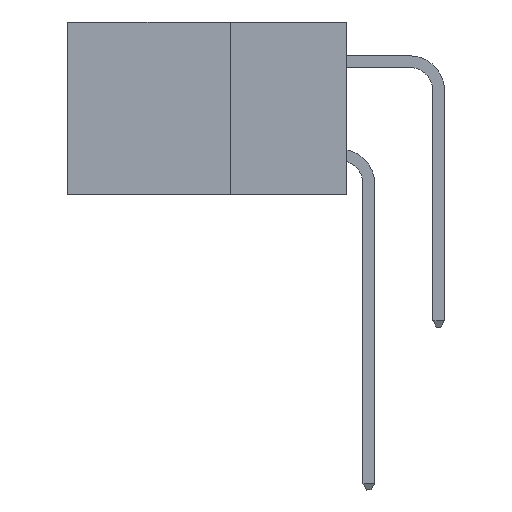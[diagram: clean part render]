
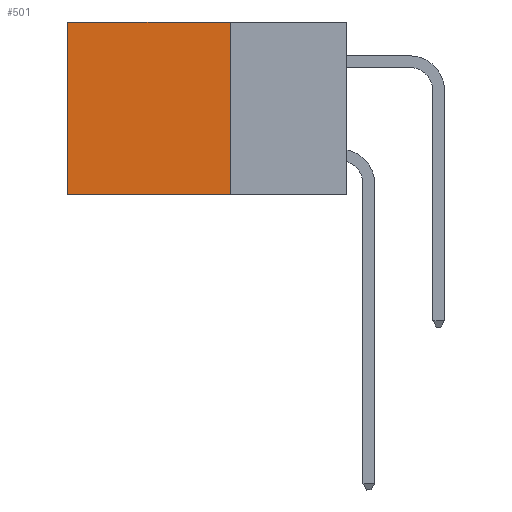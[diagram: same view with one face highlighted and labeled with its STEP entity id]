
A CAD part, left-side view. The second image highlights one B-rep face of the part: STEP entity #501.
In plain terms, the highlighted planar face has unit normal (-1, 0, 0).
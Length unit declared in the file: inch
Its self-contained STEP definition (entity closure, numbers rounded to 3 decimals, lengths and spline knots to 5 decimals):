
#501 = ADVANCED_FACE ( 'NONE', ( #31853 ), #33950, .F. ) ;
#1279 = CARTESIAN_POINT ( 'NONE',  ( 0.2875, 0.25, 0. ) ) ;
#1286 = VERTEX_POINT ( 'NONE', #11133 ) ;
#1918 = LINE ( 'NONE', #34611, #30249 ) ;
#2575 = ORIENTED_EDGE ( 'NONE', *, *, #19813, .T. ) ;
#4526 = CARTESIAN_POINT ( 'NONE',  ( 0.2875, 0.25, 0. ) ) ;
#5040 = VERTEX_POINT ( 'NONE', #22036 ) ;
#11133 = CARTESIAN_POINT ( 'NONE',  ( 0.2875, 0.6, -0.37 ) ) ;
#13207 = DIRECTION ( 'NONE',  ( 0., 0., -1. ) ) ;
#13666 = EDGE_LOOP ( 'NONE', ( #2575, #24944, #26476, #14216 ) ) ;
#14216 = ORIENTED_EDGE ( 'NONE', *, *, #21577, .T. ) ;
#14425 = CARTESIAN_POINT ( 'NONE',  ( 0.2875, 0.25, -0.37 ) ) ;
#14912 = DIRECTION ( 'NONE',  ( 0., 0., -1. ) ) ;
#15630 = LINE ( 'NONE', #31986, #22204 ) ;
#16389 = CARTESIAN_POINT ( 'NONE',  ( 0.2875, 0.6, 0. ) ) ;
#18384 = VECTOR ( 'NONE', #13207, 39.37008 ) ;
#19539 = EDGE_CURVE ( 'NONE', #34261, #5040, #25846, .T. ) ;
#19813 = EDGE_CURVE ( 'NONE', #35187, #1286, #1918, .T. ) ;
#21577 = EDGE_CURVE ( 'NONE', #34261, #35187, #15630, .T. ) ;
#22036 = CARTESIAN_POINT ( 'NONE',  ( 0.2875, 0.25, -0.37 ) ) ;
#22204 = VECTOR ( 'NONE', #29156, 39.37008 ) ;
#24944 = ORIENTED_EDGE ( 'NONE', *, *, #28846, .F. ) ;
#25846 = LINE ( 'NONE', #4526, #18384 ) ;
#26476 = ORIENTED_EDGE ( 'NONE', *, *, #19539, .F. ) ;
#28592 = LINE ( 'NONE', #14425, #35196 ) ;
#28846 = EDGE_CURVE ( 'NONE', #5040, #1286, #28592, .T. ) ;
#29152 = DIRECTION ( 'NONE',  ( 0., 0., -1. ) ) ;
#29156 = DIRECTION ( 'NONE',  ( 0., 1., 0. ) ) ;
#29280 = DIRECTION ( 'NONE',  ( 1., 0., 0. ) ) ;
#29376 = AXIS2_PLACEMENT_3D ( 'NONE', #31864, #29280, #29152 ) ;
#30249 = VECTOR ( 'NONE', #14912, 39.37008 ) ;
#31853 = FACE_OUTER_BOUND ( 'NONE', #13666, .T. ) ;
#31864 = CARTESIAN_POINT ( 'NONE',  ( 0.2875, 0.25, 0. ) ) ;
#31986 = CARTESIAN_POINT ( 'NONE',  ( 0.2875, 0.25, 0. ) ) ;
#33950 = PLANE ( 'NONE',  #29376 ) ;
#34103 = DIRECTION ( 'NONE',  ( 0., 1., 0. ) ) ;
#34261 = VERTEX_POINT ( 'NONE', #1279 ) ;
#34611 = CARTESIAN_POINT ( 'NONE',  ( 0.2875, 0.6, 0. ) ) ;
#35187 = VERTEX_POINT ( 'NONE', #16389 ) ;
#35196 = VECTOR ( 'NONE', #34103, 39.37008 ) ;
